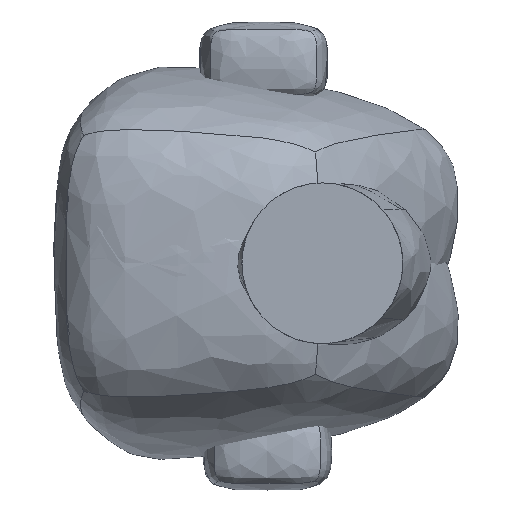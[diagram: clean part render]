
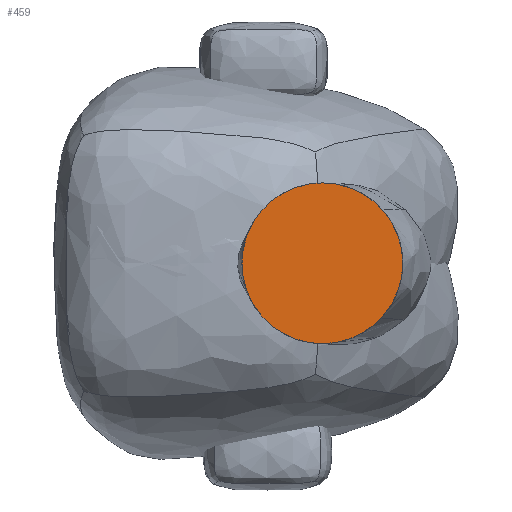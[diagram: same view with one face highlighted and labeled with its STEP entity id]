
A CAD part, front view. The second image highlights one B-rep face of the part: STEP entity #459.
In plain terms, the highlighted planar face has unit normal (0, -1, 0).
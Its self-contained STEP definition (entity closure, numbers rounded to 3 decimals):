
#18=CIRCLE('',#510,5.);
#21=PLANE('',#509);
#46=FACE_OUTER_BOUND('',#79,.T.);
#79=EDGE_LOOP('',(#332));
#185=VERTEX_POINT('',#2921);
#239=EDGE_CURVE('',#185,#185,#18,.T.);
#332=ORIENTED_EDGE('',*,*,#239,.T.);
#459=ADVANCED_FACE('',(#46),#21,.F.);
#509=AXIS2_PLACEMENT_3D('',#2920,#522,#523);
#510=AXIS2_PLACEMENT_3D('',#2922,#524,#525);
#522=DIRECTION('center_axis',(0.,1.,0.));
#523=DIRECTION('ref_axis',(0.,0.,1.));
#524=DIRECTION('center_axis',(0.,-1.,0.));
#525=DIRECTION('ref_axis',(-1.,0.,0.));
#2920=CARTESIAN_POINT('Origin',(6.5,-13.,0.));
#2921=CARTESIAN_POINT('',(11.5,-13.,0.));
#2922=CARTESIAN_POINT('Origin',(6.5,-13.,0.));
